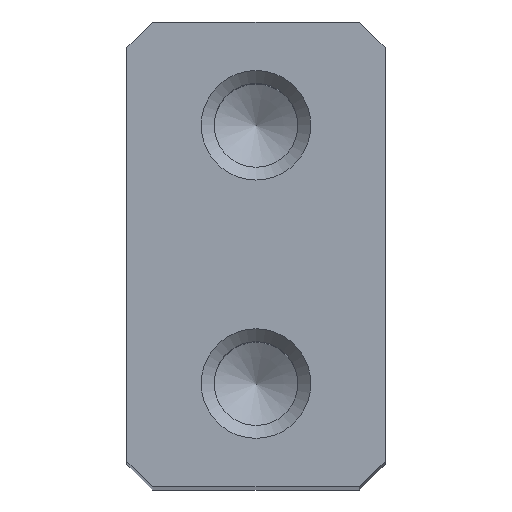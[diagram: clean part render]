
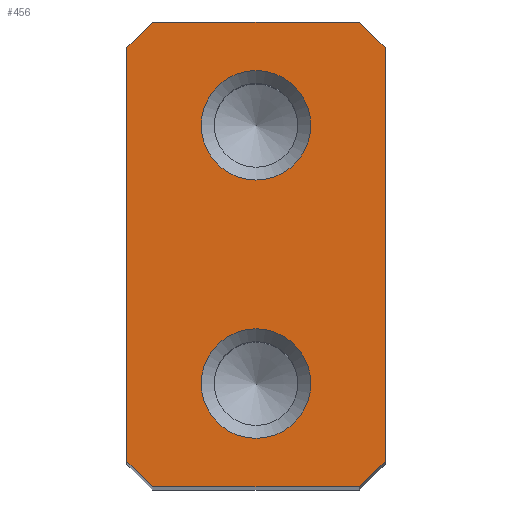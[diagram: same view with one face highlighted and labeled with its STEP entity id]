
A CAD part, top view. The second image highlights one B-rep face of the part: STEP entity #456.
In plain terms, the highlighted planar face has unit normal (0, 0, 1).
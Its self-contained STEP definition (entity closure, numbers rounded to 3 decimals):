
#70=FACE_BOUND('',#125,.T.);
#71=FACE_BOUND('',#126,.T.);
#72=CIRCLE('',#503,2.121);
#75=CIRCLE('',#507,2.121);
#100=FACE_OUTER_BOUND('',#124,.T.);
#124=EDGE_LOOP('',(#377,#378,#379,#380,#381,#382,#383,#384));
#125=EDGE_LOOP('',(#385));
#126=EDGE_LOOP('',(#386));
#161=LINE('',#740,#207);
#164=LINE('',#745,#210);
#166=LINE('',#749,#212);
#168=LINE('',#753,#214);
#170=LINE('',#765,#216);
#171=LINE('',#767,#217);
#172=LINE('',#769,#218);
#173=LINE('',#770,#219);
#207=VECTOR('',#584,1.414);
#210=VECTOR('',#589,8.);
#212=VECTOR('',#593,1.414);
#214=VECTOR('',#597,16.);
#216=VECTOR('',#611,1.414);
#217=VECTOR('',#612,8.);
#218=VECTOR('',#613,1.414);
#219=VECTOR('',#614,16.);
#244=VERTEX_POINT('',#737);
#245=VERTEX_POINT('',#739);
#246=VERTEX_POINT('',#743);
#247=VERTEX_POINT('',#747);
#248=VERTEX_POINT('',#751);
#249=VERTEX_POINT('',#756);
#252=VERTEX_POINT('',#764);
#253=VERTEX_POINT('',#766);
#254=VERTEX_POINT('',#768);
#255=VERTEX_POINT('',#771);
#287=EDGE_CURVE('',#244,#245,#161,.T.);
#290=EDGE_CURVE('',#244,#246,#164,.T.);
#292=EDGE_CURVE('',#247,#246,#166,.T.);
#294=EDGE_CURVE('',#247,#248,#168,.T.);
#295=EDGE_CURVE('',#249,#249,#72,.T.);
#299=EDGE_CURVE('',#252,#248,#170,.T.);
#300=EDGE_CURVE('',#252,#253,#171,.T.);
#301=EDGE_CURVE('',#254,#253,#172,.T.);
#302=EDGE_CURVE('',#254,#245,#173,.T.);
#303=EDGE_CURVE('',#255,#255,#75,.T.);
#377=ORIENTED_EDGE('',*,*,#299,.F.);
#378=ORIENTED_EDGE('',*,*,#300,.T.);
#379=ORIENTED_EDGE('',*,*,#301,.F.);
#380=ORIENTED_EDGE('',*,*,#302,.T.);
#381=ORIENTED_EDGE('',*,*,#287,.F.);
#382=ORIENTED_EDGE('',*,*,#290,.T.);
#383=ORIENTED_EDGE('',*,*,#292,.F.);
#384=ORIENTED_EDGE('',*,*,#294,.T.);
#385=ORIENTED_EDGE('',*,*,#303,.F.);
#386=ORIENTED_EDGE('',*,*,#295,.F.);
#437=PLANE('',#506);
#456=ADVANCED_FACE('',(#100,#70,#71),#437,.T.);
#503=AXIS2_PLACEMENT_3D('',#757,#602,#603);
#506=AXIS2_PLACEMENT_3D('',#763,#609,#610);
#507=AXIS2_PLACEMENT_3D('',#772,#615,#616);
#584=DIRECTION('',(0.707,-0.707,0.));
#589=DIRECTION('',(-1.,0.,0.));
#593=DIRECTION('',(0.707,0.707,0.));
#597=DIRECTION('',(0.,-1.,0.));
#602=DIRECTION('center_axis',(0.,0.,1.));
#603=DIRECTION('ref_axis',(-1.,0.,0.));
#609=DIRECTION('center_axis',(0.,0.,1.));
#610=DIRECTION('ref_axis',(1.,0.,0.));
#611=DIRECTION('',(-0.707,0.707,0.));
#612=DIRECTION('',(1.,0.,0.));
#613=DIRECTION('',(-0.707,-0.707,0.));
#614=DIRECTION('',(0.,1.,0.));
#615=DIRECTION('center_axis',(0.,0.,1.));
#616=DIRECTION('ref_axis',(-1.,0.,0.));
#737=CARTESIAN_POINT('',(4.,9.,50.));
#739=CARTESIAN_POINT('',(5.,8.,50.));
#740=CARTESIAN_POINT('',(4.,9.,50.));
#743=CARTESIAN_POINT('',(-4.,9.,50.));
#745=CARTESIAN_POINT('',(4.,9.,50.));
#747=CARTESIAN_POINT('',(-5.,8.,50.));
#749=CARTESIAN_POINT('',(-5.,8.,50.));
#751=CARTESIAN_POINT('',(-5.,-8.,50.));
#753=CARTESIAN_POINT('',(-5.,8.,50.));
#756=CARTESIAN_POINT('',(2.121,5.,50.));
#757=CARTESIAN_POINT('Origin',(0.,5.,50.));
#763=CARTESIAN_POINT('Origin',(0.,0.,50.));
#764=CARTESIAN_POINT('',(-4.,-9.,50.));
#765=CARTESIAN_POINT('',(-4.,-9.,50.));
#766=CARTESIAN_POINT('',(4.,-9.,50.));
#767=CARTESIAN_POINT('',(-4.,-9.,50.));
#768=CARTESIAN_POINT('',(5.,-8.,50.));
#769=CARTESIAN_POINT('',(5.,-8.,50.));
#770=CARTESIAN_POINT('',(5.,-8.,50.));
#771=CARTESIAN_POINT('',(2.121,-5.,50.));
#772=CARTESIAN_POINT('Origin',(0.,-5.,50.));
